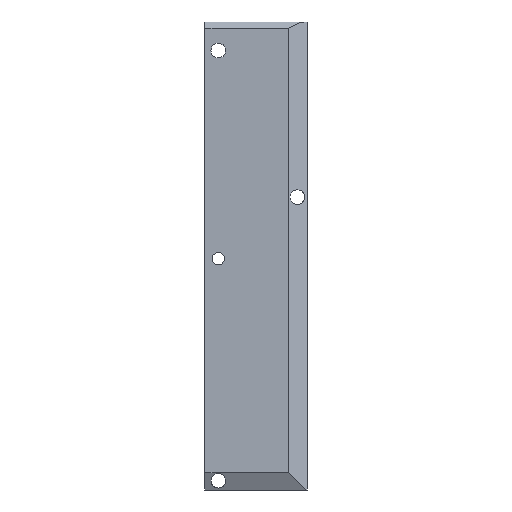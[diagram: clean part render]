
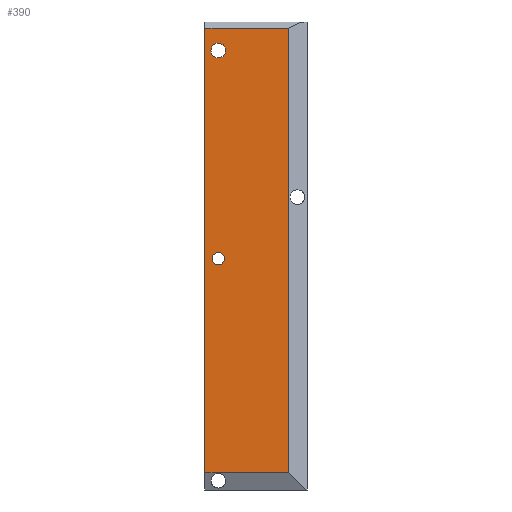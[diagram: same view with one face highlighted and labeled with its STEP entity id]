
A CAD part, left-side view. The second image highlights one B-rep face of the part: STEP entity #390.
In plain terms, the highlighted planar face has unit normal (-1, 0, 0).
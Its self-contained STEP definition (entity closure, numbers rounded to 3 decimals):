
#33=FACE_BOUND('',#98,.T.);
#34=FACE_BOUND('',#99,.T.);
#39=CIRCLE('',#421,1.5);
#46=CIRCLE('',#434,1.25);
#68=FACE_OUTER_BOUND('',#97,.T.);
#97=EDGE_LOOP('',(#348,#349,#350,#351));
#98=EDGE_LOOP('',(#352));
#99=EDGE_LOOP('',(#353));
#122=LINE('',#606,#157);
#125=LINE('',#613,#160);
#126=LINE('',#618,#161);
#135=LINE('',#659,#170);
#157=VECTOR('',#484,10.);
#160=VECTOR('',#491,10.);
#161=VECTOR('',#496,10.);
#170=VECTOR('',#551,10.);
#190=VERTEX_POINT('',#603);
#191=VERTEX_POINT('',#605);
#193=VERTEX_POINT('',#611);
#195=VERTEX_POINT('',#617);
#197=VERTEX_POINT('',#624);
#202=VERTEX_POINT('',#645);
#229=EDGE_CURVE('',#191,#190,#122,.T.);
#233=EDGE_CURVE('',#193,#190,#125,.F.);
#235=EDGE_CURVE('',#191,#195,#126,.T.);
#240=EDGE_CURVE('',#197,#197,#39,.T.);
#250=EDGE_CURVE('',#202,#202,#46,.T.);
#255=EDGE_CURVE('',#195,#193,#135,.T.);
#348=ORIENTED_EDGE('',*,*,#233,.F.);
#349=ORIENTED_EDGE('',*,*,#255,.F.);
#350=ORIENTED_EDGE('',*,*,#235,.F.);
#351=ORIENTED_EDGE('',*,*,#229,.T.);
#352=ORIENTED_EDGE('',*,*,#240,.T.);
#353=ORIENTED_EDGE('',*,*,#250,.T.);
#369=PLANE('',#441);
#390=ADVANCED_FACE('',(#68,#33,#34),#369,.T.);
#421=AXIS2_PLACEMENT_3D('',#626,#504,#505);
#434=AXIS2_PLACEMENT_3D('',#647,#533,#534);
#441=AXIS2_PLACEMENT_3D('',#658,#549,#550);
#484=DIRECTION('',(0.,-1.,0.));
#491=DIRECTION('',(0.,0.,1.));
#496=DIRECTION('',(0.,0.,1.));
#504=DIRECTION('center_axis',(1.,0.,0.));
#505=DIRECTION('ref_axis',(0.,0.,-1.));
#533=DIRECTION('center_axis',(1.,0.,0.));
#534=DIRECTION('ref_axis',(0.,0.,-1.));
#549=DIRECTION('center_axis',(-1.,0.,0.));
#550=DIRECTION('ref_axis',(0.,0.,
-1.));
#551=DIRECTION('',(0.,-1.,0.));
#603=CARTESIAN_POINT('',(-45.8,-17.89,-47.563));
#605=CARTESIAN_POINT('',(-45.8,-1.,-47.563));
#606=CARTESIAN_POINT('',(-45.8,-1.,-47.563));
#611=CARTESIAN_POINT('',(-45.8,-17.89,42.737));
#613=CARTESIAN_POINT('',(-45.8,-17.89,19.607));
#617=CARTESIAN_POINT('',(-45.8,-1.,42.737));
#618=CARTESIAN_POINT('',(-45.8,-1.,-47.563));
#624=CARTESIAN_POINT('',(-45.8,-3.7,39.687));
#626=CARTESIAN_POINT('Origin',(-45.8,-3.7,38.187));
#645=CARTESIAN_POINT('',(-45.8,-3.7,-2.831));
#647=CARTESIAN_POINT('Origin',(-45.8,-3.7,-4.081));
#658=CARTESIAN_POINT('Origin',(-45.8,-1.,42.737));
#659=CARTESIAN_POINT('',(-45.8,-1.,42.737));
